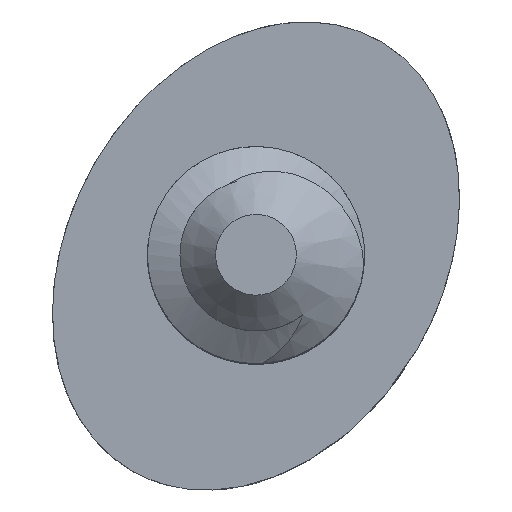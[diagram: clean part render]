
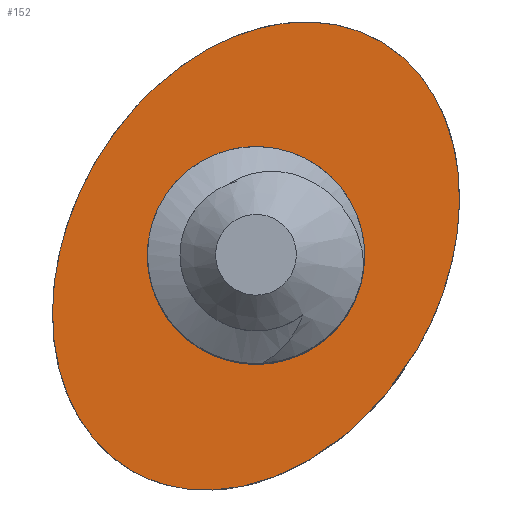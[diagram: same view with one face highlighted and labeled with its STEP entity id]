
A CAD part, top view. The second image highlights one B-rep face of the part: STEP entity #152.
In plain terms, the highlighted planar face has unit normal (0, 0, 1).
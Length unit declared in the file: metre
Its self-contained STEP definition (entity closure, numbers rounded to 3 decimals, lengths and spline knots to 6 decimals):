
#25=ELLIPSE('',#180,0.00412,0.00309);
#26=CIRCLE('',#178,0.001674);
#27=CIRCLE('',#179,0.001803);
#34=ORIENTED_EDGE('',*,*,#76,.F.);
#35=ORIENTED_EDGE('',*,*,#77,.T.);
#36=ORIENTED_EDGE('',*,*,#78,.F.);
#37=ORIENTED_EDGE('',*,*,#79,.F.);
#38=ORIENTED_EDGE('',*,*,#80,.F.);
#76=EDGE_CURVE('',#97,#98,#111,.F.);
#77=EDGE_CURVE('',#97,#99,#26,.T.);
#78=EDGE_CURVE('',#100,#99,#112,.T.);
#79=EDGE_CURVE('',#98,#100,#27,.T.);
#80=EDGE_CURVE('',#101,#101,#25,.T.);
#97=VERTEX_POINT('',#239);
#98=VERTEX_POINT('',#240);
#99=VERTEX_POINT('',#242);
#100=VERTEX_POINT('',#247);
#101=VERTEX_POINT('',#250);
#111=B_SPLINE_CURVE_WITH_KNOTS('',3,(#235,#236,#237,#238),.UNSPECIFIED.,
 .F.,.F.,(4,4),(0.008627,0.008943),.UNSPECIFIED.);
#112=B_SPLINE_CURVE_WITH_KNOTS('',3,(#243,#244,#245,#246),.UNSPECIFIED.,
 .F.,.F.,(4,4),(0.008661,0.008989),.UNSPECIFIED.);
#119=EDGE_LOOP('',(#34,#35,#36,#37));
#120=EDGE_LOOP('',(#38));
#134=FACE_BOUND('',#119,.T.);
#135=FACE_BOUND('',#120,.T.);
#149=PLANE('',#177);
#152=ADVANCED_FACE('',(#134,#135),#149,.F.);
#177=AXIS2_PLACEMENT_3D('',#234,#197,#198);
#178=AXIS2_PLACEMENT_3D('',#241,#199,#200);
#179=AXIS2_PLACEMENT_3D('',#248,#201,#202);
#180=AXIS2_PLACEMENT_3D('',#249,#203,#204);
#197=DIRECTION('',(0.,0.,-1.));
#198=DIRECTION('',(1.,0.,0.));
#199=DIRECTION('',(0.,0.,-1.));
#200=DIRECTION('',(-1.,0.,0.));
#201=DIRECTION('',(0.,0.,1.));
#202=DIRECTION('',(1.,0.,0.));
#203=DIRECTION('',(0.,0.,-1.));
#204=DIRECTION('',(-0.501,-0.865,0.));
#234=CARTESIAN_POINT('',(-0.03682,0.07251,0.00006));
#235=CARTESIAN_POINT('',(-0.036279,0.070791,0.00006));
#236=CARTESIAN_POINT('',(-0.036386,0.0708,0.00006));
#237=CARTESIAN_POINT('',(-0.036491,0.07082,0.00006));
#238=CARTESIAN_POINT('',(-0.036594,0.070851,0.00006));
#239=CARTESIAN_POINT('',(-0.036594,0.070851,0.00006));
#240=CARTESIAN_POINT('',(-0.036279,0.070791,0.00006));
#241=CARTESIAN_POINT('',(-0.03682,0.07251,0.00006));
#242=CARTESIAN_POINT('',(-0.035236,0.073054,0.00006));
#243=CARTESIAN_POINT('',(-0.03504,0.072794,0.00006));
#244=CARTESIAN_POINT('',(-0.035096,0.072889,0.00006));
#245=CARTESIAN_POINT('',(-0.035162,0.072975,0.00006));
#246=CARTESIAN_POINT('',(-0.035236,0.073054,0.00006));
#247=CARTESIAN_POINT('',(-0.03504,0.072794,0.00006));
#248=CARTESIAN_POINT('',(-0.03682,0.07251,0.00006));
#249=CARTESIAN_POINT('',(-0.03682,0.07251,0.00006));
#250=CARTESIAN_POINT('',(-0.038886,0.068945,0.00006));
